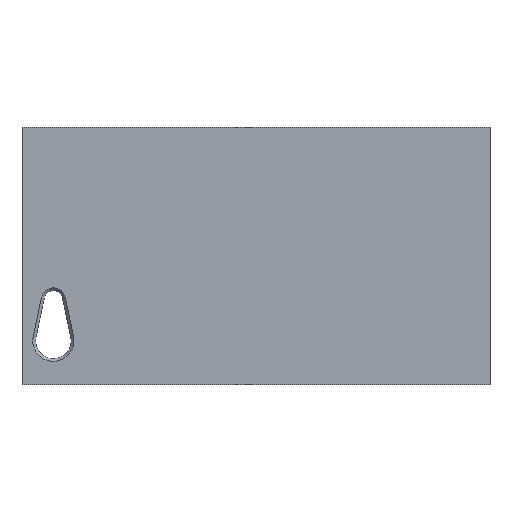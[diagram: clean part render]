
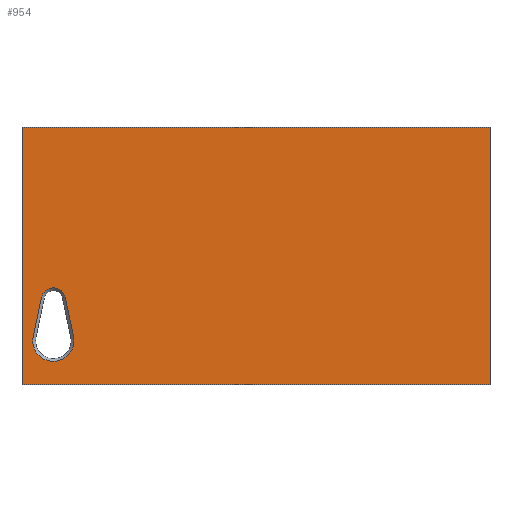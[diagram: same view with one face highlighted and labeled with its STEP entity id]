
A CAD part, front view. The second image highlights one B-rep face of the part: STEP entity #954.
In plain terms, the highlighted planar face has unit normal (0, -1, 0).
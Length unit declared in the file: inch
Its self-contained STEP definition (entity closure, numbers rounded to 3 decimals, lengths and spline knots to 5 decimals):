
#35=FACE_BOUND($,#140,.T.);
#36=FACE_BOUND($,#141,.T.);
#38=CIRCLE($,#1011,0.13);
#40=CIRCLE($,#1015,0.22);
#140=EDGE_LOOP($,(#642,#643,#644,#645));
#141=EDGE_LOOP($,(#646,#647,#648,#649));
#194=LINE($,#1396,#293);
#199=LINE($,#1409,#298);
#200=LINE($,#1416,#299);
#201=LINE($,#1418,#300);
#202=LINE($,#1420,#301);
#203=LINE($,#1421,#302);
#293=VECTOR($,#1107,0.42559);
#298=VECTOR($,#1120,0.42559);
#299=VECTOR($,#1129,4.995);
#300=VECTOR($,#1130,2.75);
#301=VECTOR($,#1131,4.995);
#302=VECTOR($,#1132,2.75);
#392=VERTEX_POINT($,#1393);
#393=VERTEX_POINT($,#1395);
#395=VERTEX_POINT($,#1401);
#397=VERTEX_POINT($,#1407);
#398=VERTEX_POINT($,#1414);
#399=VERTEX_POINT($,#1415);
#400=VERTEX_POINT($,#1417);
#401=VERTEX_POINT($,#1419);
#483=EDGE_CURVE($,#393,#392,#194,.T.);
#487=EDGE_CURVE($,#392,#395,#38,.T.);
#490=EDGE_CURVE($,#395,#397,#199,.T.);
#492=EDGE_CURVE($,#397,#393,#40,.T.);
#493=EDGE_CURVE($,#398,#399,#200,.T.);
#494=EDGE_CURVE($,#399,#400,#201,.T.);
#495=EDGE_CURVE($,#400,#401,#202,.T.);
#496=EDGE_CURVE($,#401,#398,#203,.T.);
#642=ORIENTED_EDGE($,*,*,#483,.T.);
#643=ORIENTED_EDGE($,*,*,#487,.T.);
#644=ORIENTED_EDGE($,*,*,#490,.T.);
#645=ORIENTED_EDGE($,*,*,#492,.T.);
#646=ORIENTED_EDGE($,*,*,#493,.T.);
#647=ORIENTED_EDGE($,*,*,#494,.T.);
#648=ORIENTED_EDGE($,*,*,#495,.T.);
#649=ORIENTED_EDGE($,*,*,#496,.T.);
#918=PLANE($,#1016);
#954=ADVANCED_FACE($,(#35,#36),#918,.T.);
#1011=AXIS2_PLACEMENT_3D($,#1403,#1114,#1115);
#1015=AXIS2_PLACEMENT_3D($,#1412,#1125,#1126);
#1016=AXIS2_PLACEMENT_3D($,#1413,#1127,#1128);
#1107=DIRECTION($,(0.207,0.,0.978));
#1114=DIRECTION('center_axis',(0.,1.,0.));
#1115=DIRECTION('ref_axis',(-0.978,0.,-0.207));
#1120=DIRECTION($,(0.207,0.,-0.978));
#1125=DIRECTION('center_axis',(0.,1.,0.));
#1126=DIRECTION('ref_axis',(0.978,0.,-0.207));
#1127=DIRECTION('center_axis',(0.,-1.,0.));
#1128=DIRECTION('ref_axis',(0.,0.,-1.));
#1129=DIRECTION($,(1.,0.,0.));
#1130=DIRECTION($,(0.,0.,1.));
#1131=DIRECTION($,(-1.,0.,0.));
#1132=DIRECTION($,(0.,0.,-1.));
#1393=CARTESIAN_POINT('',(0.34781,0.628,0.9319));
#1395=CARTESIAN_POINT('',(0.25976,0.628,0.51552));
#1396=CARTESIAN_POINT($,(0.44167,0.628,1.3757));
#1401=CARTESIAN_POINT('',(0.60219,0.628,0.9319));
#1403=CARTESIAN_POINT('Origin',(0.475,0.628,0.905));
#1407=CARTESIAN_POINT('',(0.69024,0.628,0.51552));
#1409=CARTESIAN_POINT($,(0.64493,0.628,0.72978));
#1412=CARTESIAN_POINT('Origin',(0.475,0.628,0.47));
#1413=CARTESIAN_POINT('Origin',(2.6375,0.628,1.375));
#1414=CARTESIAN_POINT('',(0.14,0.628,0.));
#1415=CARTESIAN_POINT('',(5.135,0.628,0.));
#1416=CARTESIAN_POINT($,(0.14,0.628,0.));
#1417=CARTESIAN_POINT('',(5.135,0.628,2.75));
#1418=CARTESIAN_POINT($,(5.135,0.628,0.));
#1419=CARTESIAN_POINT('',(0.14,0.628,2.75));
#1420=CARTESIAN_POINT($,(5.135,0.628,2.75));
#1421=CARTESIAN_POINT($,(0.14,0.628,2.75));
